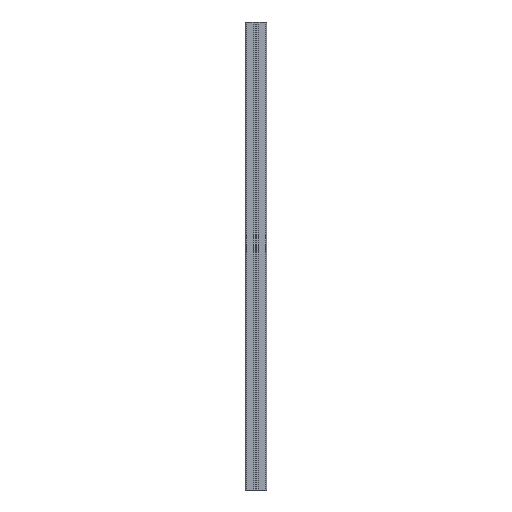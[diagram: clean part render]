
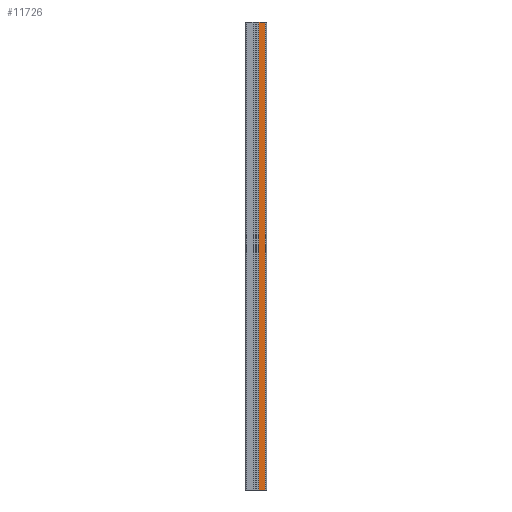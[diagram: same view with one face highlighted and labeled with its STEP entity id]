
A CAD part, front view. The second image highlights one B-rep face of the part: STEP entity #11726.
In plain terms, the highlighted planar face has unit normal (0, -1, 0).
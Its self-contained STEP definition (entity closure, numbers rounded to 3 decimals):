
#152 = ORIENTED_EDGE ( 'NONE', *, *, #5664, .T. ) ;
#215 = ORIENTED_EDGE ( 'NONE', *, *, #6072, .F. ) ;
#491 = VECTOR ( 'NONE', #10521, 1000. ) ;
#561 = VECTOR ( 'NONE', #6976, 1000. ) ;
#850 = DIRECTION ( 'NONE',  ( 0., -1., 0. ) ) ;
#1108 = ORIENTED_EDGE ( 'NONE', *, *, #4575, .T. ) ;
#1502 = LINE ( 'NONE', #3427, #491 ) ;
#1596 = DIRECTION ( 'NONE',  ( 1., 0., 0. ) ) ;
#2107 = VERTEX_POINT ( 'NONE', #9169 ) ;
#3427 = CARTESIAN_POINT ( 'NONE',  ( 6.3, -22.5, -1000. ) ) ;
#4442 = ORIENTED_EDGE ( 'NONE', *, *, #6483, .F. ) ;
#4459 = EDGE_LOOP ( 'NONE', ( #215, #4442, #1108, #152 ) ) ;
#4575 = EDGE_CURVE ( 'NONE', #6633, #7490, #7051, .T. ) ;
#4699 = CARTESIAN_POINT ( 'NONE',  ( 6.3, -22.5, -1000. ) ) ;
#4758 = DIRECTION ( 'NONE',  ( 1., 0., 0. ) ) ;
#5175 = CARTESIAN_POINT ( 'NONE',  ( 6.3, -22.5, 0. ) ) ;
#5664 = EDGE_CURVE ( 'NONE', #7490, #2107, #6310, .T. ) ;
#5676 = LINE ( 'NONE', #10749, #12874 ) ;
#5900 = PLANE ( 'NONE',  #12599 ) ;
#6072 = EDGE_CURVE ( 'NONE', #10819, #2107, #5676, .T. ) ;
#6310 = LINE ( 'NONE', #10925, #561 ) ;
#6483 = EDGE_CURVE ( 'NONE', #6633, #10819, #1502, .T. ) ;
#6633 = VERTEX_POINT ( 'NONE', #4699 ) ;
#6976 = DIRECTION ( 'NONE',  ( 0., 0., 1. ) ) ;
#7051 = LINE ( 'NONE', #11788, #8792 ) ;
#7490 = VERTEX_POINT ( 'NONE', #11014 ) ;
#7962 = DIRECTION ( 'NONE',  ( 0., 0., -1. ) ) ;
#8020 = FACE_OUTER_BOUND ( 'NONE', #4459, .T. ) ;
#8792 = VECTOR ( 'NONE', #4758, 1000. ) ;
#9169 = CARTESIAN_POINT ( 'NONE',  ( 20., -22.5, 0. ) ) ;
#10521 = DIRECTION ( 'NONE',  ( 0., 0., 1. ) ) ;
#10749 = CARTESIAN_POINT ( 'NONE',  ( 20., -22.5, 0. ) ) ;
#10819 = VERTEX_POINT ( 'NONE', #5175 ) ;
#10925 = CARTESIAN_POINT ( 'NONE',  ( 20., -22.5, -1000. ) ) ;
#10967 = CARTESIAN_POINT ( 'NONE',  ( 20., -22.5, -1000. ) ) ;
#11014 = CARTESIAN_POINT ( 'NONE',  ( 20., -22.5, -1000. ) ) ;
#11726 = ADVANCED_FACE ( 'NONE', ( #8020 ), #5900, .T. ) ;
#11788 = CARTESIAN_POINT ( 'NONE',  ( 20., -22.5, -1000. ) ) ;
#12599 = AXIS2_PLACEMENT_3D ( 'NONE', #10967, #850, #7962 ) ;
#12874 = VECTOR ( 'NONE', #1596, 1000. ) ;
